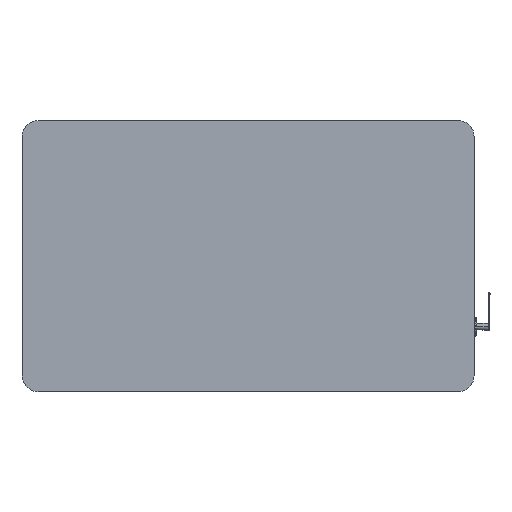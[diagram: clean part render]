
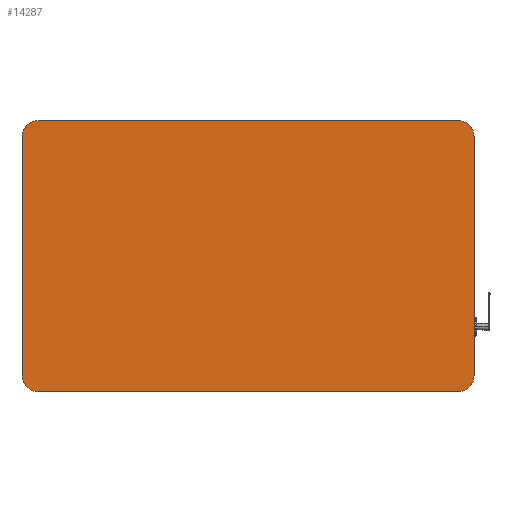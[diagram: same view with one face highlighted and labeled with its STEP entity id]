
A CAD part, front view. The second image highlights one B-rep face of the part: STEP entity #14287.
In plain terms, the highlighted planar face has unit normal (0, -1, 0).
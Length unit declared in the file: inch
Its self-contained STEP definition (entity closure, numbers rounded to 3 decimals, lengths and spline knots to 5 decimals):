
#1349 = ORIENTED_EDGE ( 'NONE', *, *, #22184, .F. ) ;
#3083 = VERTEX_POINT ( 'NONE', #47386 ) ;
#3156 = EDGE_CURVE ( 'NONE', #4086, #3083, #23807, .T. ) ;
#3454 = CARTESIAN_POINT ( 'NONE',  ( -27.9, 0., 18. ) ) ;
#4086 = VERTEX_POINT ( 'NONE', #11053 ) ;
#5210 = CARTESIAN_POINT ( 'NONE',  ( -30., 0., 18. ) ) ;
#5299 = EDGE_CURVE ( 'NONE', #3083, #46814, #9957, .T. ) ;
#5313 = VECTOR ( 'NONE', #21418, 39.37008 ) ;
#5857 = CARTESIAN_POINT ( 'NONE',  ( -30., 0., 15.9 ) ) ;
#5985 = VERTEX_POINT ( 'NONE', #30325 ) ;
#5991 = VERTEX_POINT ( 'NONE', #3454 ) ;
#8289 = ORIENTED_EDGE ( 'NONE', *, *, #8846, .F. ) ;
#8691 = DIRECTION ( 'NONE',  ( 1., 0., 0. ) ) ;
#8846 = EDGE_CURVE ( 'NONE', #46814, #10286, #43751, .T. ) ;
#9752 = DIRECTION ( 'NONE',  ( 0., 1., 0. ) ) ;
#9957 = CIRCLE ( 'NONE', #39896, 2.1 ) ;
#10286 = VERTEX_POINT ( 'NONE', #5857 ) ;
#10337 = AXIS2_PLACEMENT_3D ( 'NONE', #12816, #9752, #40643 ) ;
#11053 = CARTESIAN_POINT ( 'NONE',  ( 27.9, 0., -18. ) ) ;
#12129 = AXIS2_PLACEMENT_3D ( 'NONE', #30436, #45893, #34966 ) ;
#12457 = EDGE_CURVE ( 'NONE', #40564, #23999, #45717, .T. ) ;
#12816 = CARTESIAN_POINT ( 'NONE',  ( 27.9, 0., -15.9 ) ) ;
#12923 = ORIENTED_EDGE ( 'NONE', *, *, #5299, .F. ) ;
#13222 = VECTOR ( 'NONE', #23948, 39.37008 ) ;
#14285 = AXIS2_PLACEMENT_3D ( 'NONE', #41040, #45601, #26046 ) ;
#14287 = ADVANCED_FACE ( 'NONE', ( #30135 ), #40106, .T. ) ;
#14537 = ORIENTED_EDGE ( 'NONE', *, *, #48804, .F. ) ;
#15309 = LINE ( 'NONE', #37140, #5313 ) ;
#15996 = CIRCLE ( 'NONE', #10337, 2.1 ) ;
#18673 = CARTESIAN_POINT ( 'NONE',  ( 30., 0., 15.9 ) ) ;
#20470 = CARTESIAN_POINT ( 'NONE',  ( -30., 0., -15.9 ) ) ;
#21418 = DIRECTION ( 'NONE',  ( 0., 0., -1. ) ) ;
#22164 = CARTESIAN_POINT ( 'NONE',  ( -27.9, 0., -15.9 ) ) ;
#22184 = EDGE_CURVE ( 'NONE', #5985, #4086, #15996, .T. ) ;
#23807 = LINE ( 'NONE', #35519, #42172 ) ;
#23948 = DIRECTION ( 'NONE',  ( 0., 0., 1. ) ) ;
#23999 = VERTEX_POINT ( 'NONE', #18673 ) ;
#25636 = EDGE_CURVE ( 'NONE', #10286, #5991, #34085, .T. ) ;
#26046 = DIRECTION ( 'NONE',  ( 0., 0., -1. ) ) ;
#27069 = ORIENTED_EDGE ( 'NONE', *, *, #3156, .F. ) ;
#27251 = ORIENTED_EDGE ( 'NONE', *, *, #25636, .F. ) ;
#27313 = DIRECTION ( 'NONE',  ( 0., 1., 0. ) ) ;
#27398 = EDGE_LOOP ( 'NONE', ( #12923, #27069, #1349, #46409, #46092, #14537, #27251, #8289 ) ) ;
#27881 = DIRECTION ( 'NONE',  ( -1., 0., 0. ) ) ;
#30135 = FACE_OUTER_BOUND ( 'NONE', #27398, .T. ) ;
#30325 = CARTESIAN_POINT ( 'NONE',  ( 30., 0., -15.9 ) ) ;
#30436 = CARTESIAN_POINT ( 'NONE',  ( -27.9, 0., 15.9 ) ) ;
#31134 = CARTESIAN_POINT ( 'NONE',  ( 27.9, 0., 15.9 ) ) ;
#34085 = CIRCLE ( 'NONE', #12129, 2.1 ) ;
#34966 = DIRECTION ( 'NONE',  ( 0., 0., -1. ) ) ;
#35519 = CARTESIAN_POINT ( 'NONE',  ( -30., 0., -18. ) ) ;
#37140 = CARTESIAN_POINT ( 'NONE',  ( 30., 0., 18. ) ) ;
#37587 = AXIS2_PLACEMENT_3D ( 'NONE', #31134, #27313, #42783 ) ;
#37648 = DIRECTION ( 'NONE',  ( 0., 1., 0. ) ) ;
#38573 = CARTESIAN_POINT ( 'NONE',  ( 27.9, 0., 18. ) ) ;
#39338 = CARTESIAN_POINT ( 'NONE',  ( -30., 0., 18. ) ) ;
#39356 = VECTOR ( 'NONE', #8691, 39.37008 ) ;
#39896 = AXIS2_PLACEMENT_3D ( 'NONE', #22164, #37648, #46993 ) ;
#40106 = PLANE ( 'NONE',  #14285 ) ;
#40564 = VERTEX_POINT ( 'NONE', #38573 ) ;
#40643 = DIRECTION ( 'NONE',  ( 0., 0., -1. ) ) ;
#41040 = CARTESIAN_POINT ( 'NONE',  ( 0., 0., 0. ) ) ;
#41385 = EDGE_CURVE ( 'NONE', #23999, #5985, #15309, .T. ) ;
#42172 = VECTOR ( 'NONE', #27881, 39.37008 ) ;
#42783 = DIRECTION ( 'NONE',  ( 0., 0., -1. ) ) ;
#43751 = LINE ( 'NONE', #5210, #13222 ) ;
#44176 = LINE ( 'NONE', #39338, #39356 ) ;
#45601 = DIRECTION ( 'NONE',  ( 0., -1., 0. ) ) ;
#45717 = CIRCLE ( 'NONE', #37587, 2.1 ) ;
#45893 = DIRECTION ( 'NONE',  ( 0., 1., 0. ) ) ;
#46092 = ORIENTED_EDGE ( 'NONE', *, *, #12457, .F. ) ;
#46409 = ORIENTED_EDGE ( 'NONE', *, *, #41385, .F. ) ;
#46814 = VERTEX_POINT ( 'NONE', #20470 ) ;
#46993 = DIRECTION ( 'NONE',  ( 0., 0., -1. ) ) ;
#47386 = CARTESIAN_POINT ( 'NONE',  ( -27.9, 0., -18. ) ) ;
#48804 = EDGE_CURVE ( 'NONE', #5991, #40564, #44176, .T. ) ;
